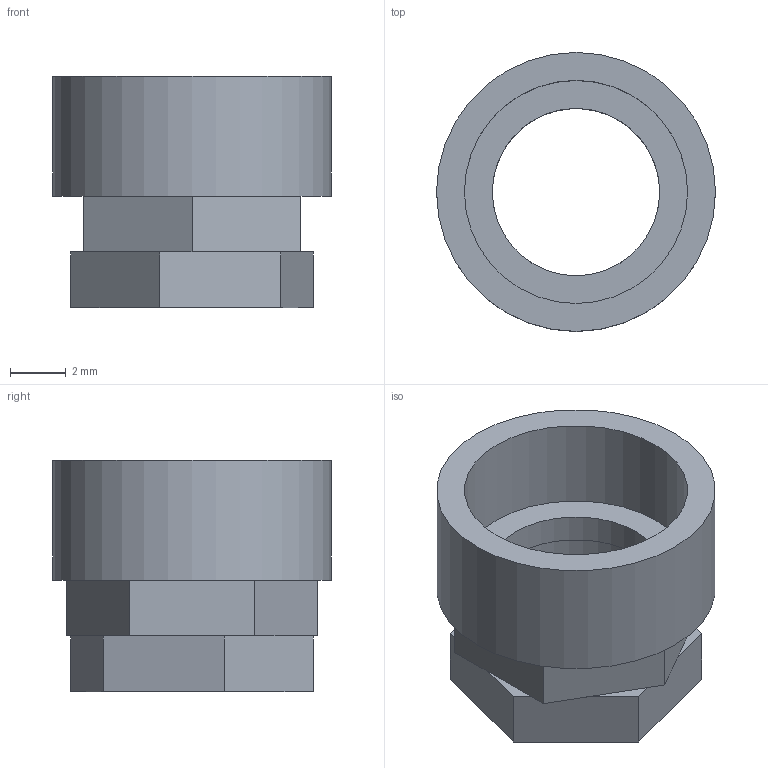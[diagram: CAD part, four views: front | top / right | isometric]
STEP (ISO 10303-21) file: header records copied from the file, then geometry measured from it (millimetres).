
FILE_DESCRIPTION(/* description */ (''),/* implementation_level */ '2;1');
FILE_NAME(/* name */ 'SKS-HIRSCHMANN_930 176-102_a_Part2.stp',/* time_stamp */ '2017-01-25T10:10:07+01:00',/* author */ ('jchouvet'),/* organization */ (''),/* preprocessor_version */ 'ST-DEVELOPER v16.1',/* originating_system */ 'AutoCAD Mechanical',/* authorisation */ '');
FILE_SCHEMA (('AUTOMOTIVE_DESIGN { 1 0 10303 214 3 1 1 }'));
Length unit declared in the file: millimetre
Products named in the file (1): Product
Bounding box: 10 x 10 x 8.3 mm (x, y, z)
Volume: 240.9 mm3; surface area: 618.2 mm2
Topology: 3 solids, 3 shells, 24 faces, 52 edges, 35 vertices
Faces by surface type: plane 19, cylinder 5
Full cylindrical faces by diameter (mm): 6 x3, 8 x1, 10 x1
Entity records: 669 total; most frequent: DIRECTION 106, CARTESIAN_POINT 105, ORIENTED_EDGE 92, EDGE_CURVE 46, LINE 36, VECTOR 36, EDGE_LOOP 36, AXIS2_PLACEMENT_3D 35
